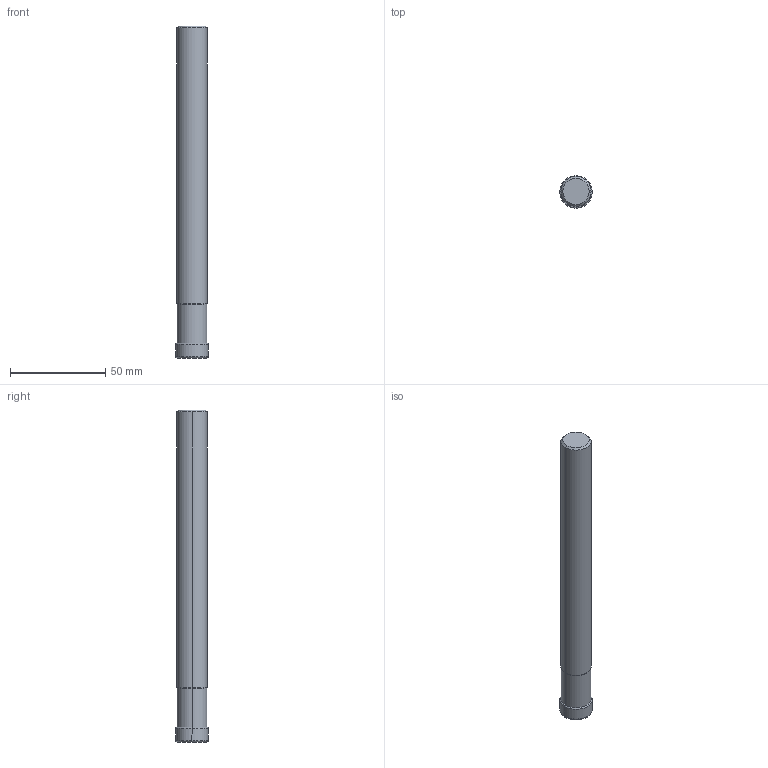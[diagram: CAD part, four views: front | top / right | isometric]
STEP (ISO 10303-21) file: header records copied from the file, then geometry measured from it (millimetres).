
FILE_DESCRIPTION(/* description */ (''),/* implementation_level */ '2;1');
FILE_NAME(/* name */ 'AQXUR112SA10L_IR0_031.stp',/* time_stamp */ '2021-09-08T11:42:27+09:00',/* author */ (''),/* organization */ (''),/* preprocessor_version */ 'ST-DEVELOPER v16',/* originating_system */ 'SIEMENS PLM Software NX 10.0',/* authorisation */ '');
FILE_SCHEMA (('AUTOMOTIVE_DESIGN { 1 0 10303 214 3 1 1 1 }'));
Length unit declared in the file: millimetre
Products named in the file (1): AQXUR112SA10L_IR0_031_ASM
Bounding box: 17.07 x 17.07 x 174.62 mm (x, y, z)
Volume: 35723.9 mm3; surface area: 9790.8 mm2
Topology: 2 solids, 2 shells, 19 faces, 44 edges, 36 vertices
Faces by surface type: torus 6, cylinder 6, cone 4, plane 3
Entity records: 675 total; most frequent: DIRECTION 130, CARTESIAN_POINT 96, ORIENTED_EDGE 72, AXIS2_PLACEMENT_3D 58, EDGE_CURVE 36, CIRCLE 28, VERTEX_POINT 21, STYLED_ITEM 21
